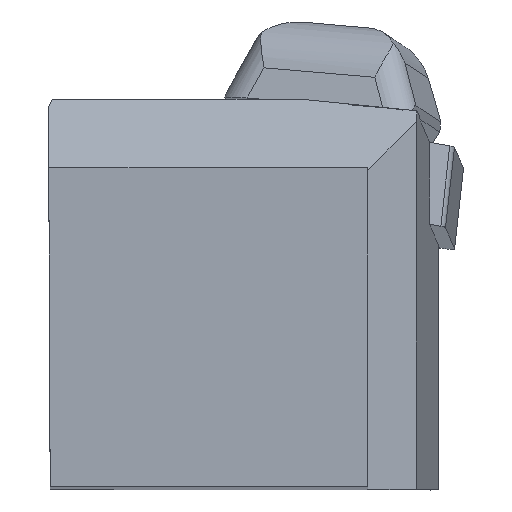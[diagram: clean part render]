
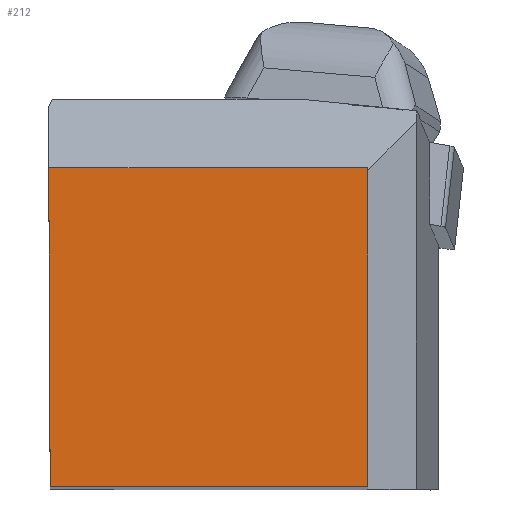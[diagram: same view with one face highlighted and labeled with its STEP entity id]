
A CAD part, top view. The second image highlights one B-rep face of the part: STEP entity #212.
In plain terms, the highlighted planar face has unit normal (0, 0, 1).
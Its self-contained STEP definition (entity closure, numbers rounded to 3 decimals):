
#147=FACE_OUTER_BOUND('',#611,.T.);
#212=ADVANCED_FACE('BLANK_BOXF006',(#147),#271,.F.);
#271=PLANE('',#1448);
#368=LINE('',#2114,#504);
#372=LINE('',#2122,#508);
#375=LINE('',#2126,#511);
#376=LINE('',#2128,#512);
#504=VECTOR('',#1671,1.);
#508=VECTOR('',#1677,1.);
#511=VECTOR('',#1682,1.);
#512=VECTOR('',#1683,1.);
#611=EDGE_LOOP('',(#791,#792,#793,#794));
#791=ORIENTED_EDGE('',*,*,#1224,.T.);
#792=ORIENTED_EDGE('',*,*,#1225,.T.);
#793=ORIENTED_EDGE('',*,*,#1217,.T.);
#794=ORIENTED_EDGE('',*,*,#1221,.T.);
#1079=VERTEX_POINT('',#2113);
#1080=VERTEX_POINT('',#2115);
#1082=VERTEX_POINT('',#2121);
#1083=VERTEX_POINT('',#2127);
#1217=EDGE_CURVE('',#1080,#1079,#368,.T.);
#1221=EDGE_CURVE('',#1079,#1082,#372,.T.);
#1224=EDGE_CURVE('',#1082,#1083,#375,.T.);
#1225=EDGE_CURVE('',#1083,#1080,#376,.T.);
#1448=AXIS2_PLACEMENT_3D('',#2129,#1684,#1685);
#1671=DIRECTION('',(0.004,-1.,0.));
#1677=DIRECTION('',(1.,0.,0.));
#1682=DIRECTION('',(0.,1.,0.));
#1683=DIRECTION('',(-1.,0.,0.));
#1684=DIRECTION('',(0.,0.,-1.));
#1685=DIRECTION('',(1.,0.,0.));
#2113=CARTESIAN_POINT('',(0.109,0.,0.));
#2114=CARTESIAN_POINT('',(-0.617,166.348,0.));
#2115=CARTESIAN_POINT('',(0.,24.875,0.));
#2121=CARTESIAN_POINT('',(24.875,0.,0.));
#2122=CARTESIAN_POINT('',(-166.35,0.,0.));
#2126=CARTESIAN_POINT('',(24.875,-166.35,0.));
#2127=CARTESIAN_POINT('',(24.875,24.875,0.));
#2128=CARTESIAN_POINT('',(166.35,24.875,0.));
#2129=CARTESIAN_POINT('',(47.35,-5.,0.));
